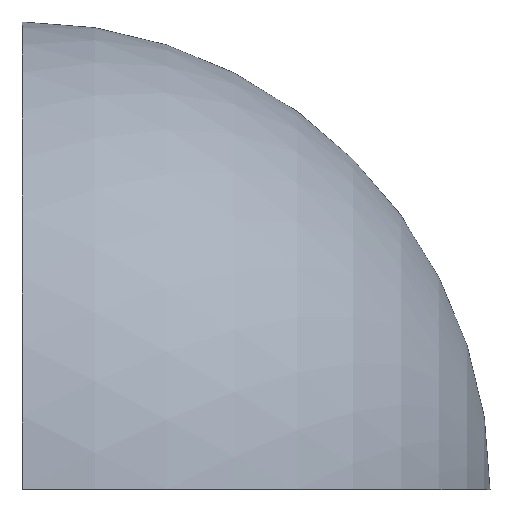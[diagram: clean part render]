
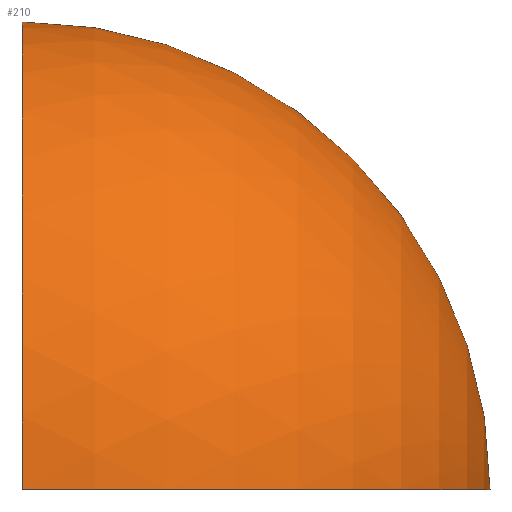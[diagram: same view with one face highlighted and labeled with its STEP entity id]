
A CAD part, top view. The second image highlights one B-rep face of the part: STEP entity #210.
In plain terms, the highlighted spherical face has radius 39.37 mm.
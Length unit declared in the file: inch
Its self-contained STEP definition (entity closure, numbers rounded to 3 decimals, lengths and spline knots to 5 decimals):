
#21 = CARTESIAN_POINT ( 'NONE',  ( 1.55, -1.55, 0. ) ) ;
#26 = VERTEX_POINT ( 'NONE', #77 ) ;
#27 = CARTESIAN_POINT ( 'NONE',  ( 0., 0., 0. ) ) ;
#37 = EDGE_CURVE ( 'NONE', #26, #155, #125, .T. ) ;
#39 = ORIENTED_EDGE ( 'NONE', *, *, #190, .T. ) ;
#51 = DIRECTION ( 'NONE',  ( -1., 0., 0. ) ) ;
#57 = DIRECTION ( 'NONE',  ( 0., 1., 0. ) ) ;
#58 = CARTESIAN_POINT ( 'NONE',  ( 0., -1.55, 0. ) ) ;
#62 = ORIENTED_EDGE ( 'NONE', *, *, #37, .T. ) ;
#67 = DIRECTION ( 'NONE',  ( -1., 0., 0. ) ) ;
#72 = SPHERICAL_SURFACE ( 'NONE', #118, 1.55 ) ;
#77 = CARTESIAN_POINT ( 'NONE',  ( 0., -1.55, 1.55 ) ) ;
#87 = VERTEX_POINT ( 'NONE', #27 ) ;
#91 = CIRCLE ( 'NONE', #185, 1.55 ) ;
#97 = DIRECTION ( 'NONE',  ( 0., 0., 1. ) ) ;
#104 = EDGE_LOOP ( 'NONE', ( #62, #39, #143 ) ) ;
#106 = DIRECTION ( 'NONE',  ( 1., 0., 0. ) ) ;
#108 = FACE_OUTER_BOUND ( 'NONE', #104, .T. ) ;
#118 = AXIS2_PLACEMENT_3D ( 'NONE', #58, #106, #129 ) ;
#125 = CIRCLE ( 'NONE', #191, 1.55 ) ;
#129 = DIRECTION ( 'NONE',  ( 0., 0., 1. ) ) ;
#143 = ORIENTED_EDGE ( 'NONE', *, *, #213, .F. ) ;
#147 = DIRECTION ( 'NONE',  ( 0., 0., 1. ) ) ;
#151 = CIRCLE ( 'NONE', #154, 1.55 ) ;
#154 = AXIS2_PLACEMENT_3D ( 'NONE', #198, #147, #51 ) ;
#155 = VERTEX_POINT ( 'NONE', #21 ) ;
#157 = CARTESIAN_POINT ( 'NONE',  ( 0., -1.55, 0. ) ) ;
#175 = CARTESIAN_POINT ( 'NONE',  ( 0., -1.55, 0. ) ) ;
#179 = DIRECTION ( 'NONE',  ( 0., 0., -1. ) ) ;
#185 = AXIS2_PLACEMENT_3D ( 'NONE', #157, #67, #179 ) ;
#190 = EDGE_CURVE ( 'NONE', #155, #87, #151, .T. ) ;
#191 = AXIS2_PLACEMENT_3D ( 'NONE', #175, #57, #97 ) ;
#198 = CARTESIAN_POINT ( 'NONE',  ( 0., -1.55, 0. ) ) ;
#210 = ADVANCED_FACE ( 'NONE', ( #108 ), #72, .T. ) ;
#213 = EDGE_CURVE ( 'NONE', #26, #87, #91, .T. ) ;
